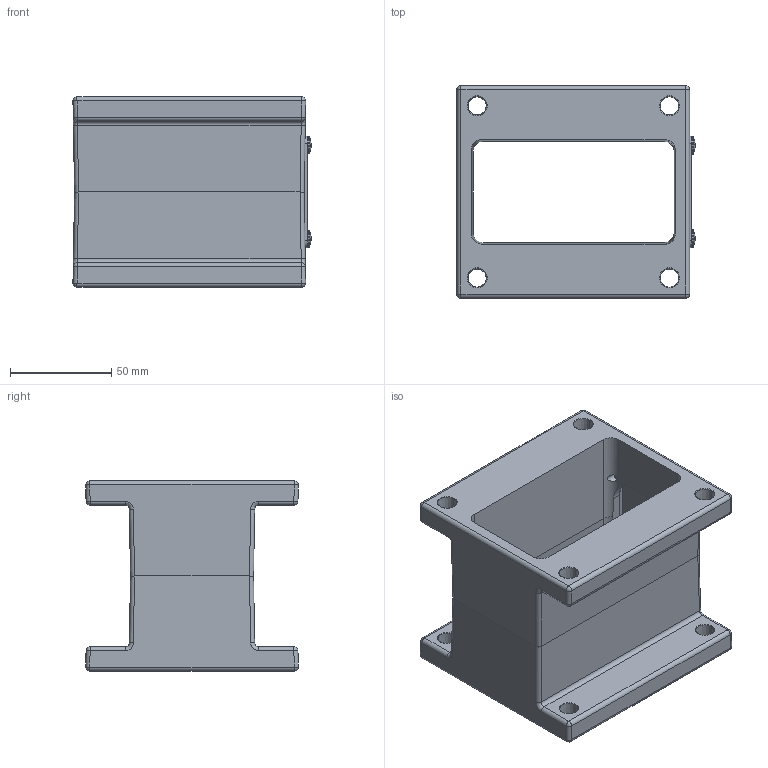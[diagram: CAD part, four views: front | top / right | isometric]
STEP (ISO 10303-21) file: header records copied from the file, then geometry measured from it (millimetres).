
FILE_DESCRIPTION (( 'STEP AP214' ), '1' );
FILE_NAME ('49497900.STEP', '2009-01-14T12:32:42', ( ' ' ), ( '' ), 'SwSTEP 2.0', 'SolidWorks 2008', '' );
FILE_SCHEMA (( 'AUTOMOTIVE_DESIGN' ));
Length unit declared in the file: millimetre
Products named in the file (5): 93280_Standard; 82101_Standard; 95203_Standard; 49497900; 94502_Standard
Assembly tree (7 placements, depth 2):
  49497900
    94502_Standard
    82101_Standard
    93280_Standard  x4
    95203_Standard
Bounding box: 117.6 x 104.93 x 94 mm (x, y, z)
Volume: 289079.7 mm3; surface area: 93968 mm2
Topology: 7 solids, 7 shells, 395 faces, 992 edges, 594 vertices
Faces by surface type: plane 123, cylinder 116, cone 64, torus 48, bspline 28, sphere 16
Entity records: 9466 total; most frequent: CARTESIAN_POINT 2387, DIRECTION 1502, ORIENTED_EDGE 1408, EDGE_CURVE 704, AXIS2_PLACEMENT_3D 606, VERTEX_POINT 421, EDGE_LOOP 335, CIRCLE 322
